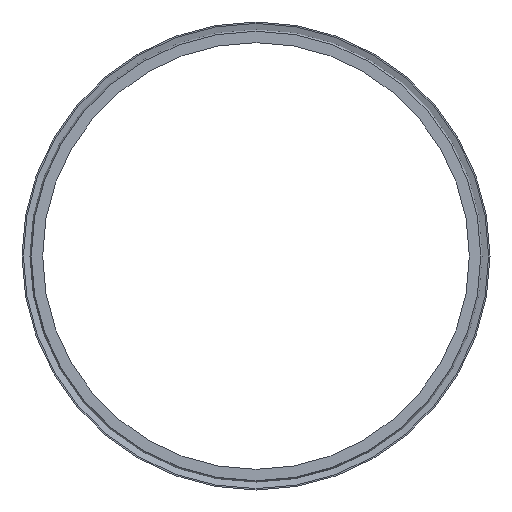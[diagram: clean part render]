
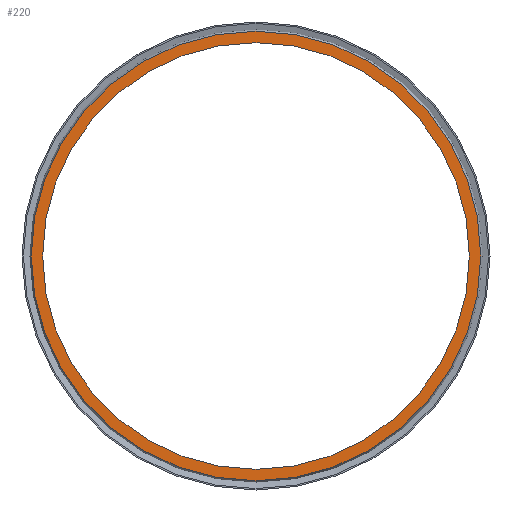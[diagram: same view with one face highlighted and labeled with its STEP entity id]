
A CAD part, left-side view. The second image highlights one B-rep face of the part: STEP entity #220.
In plain terms, the highlighted planar face has unit normal (-1, 0, 0).
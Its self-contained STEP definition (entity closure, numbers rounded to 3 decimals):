
#12 = CARTESIAN_POINT ( 'NONE',  ( -1.6, 0., 0. ) ) ;
#43 = DIRECTION ( 'NONE',  ( -1., 0., 0. ) ) ;
#47 = DIRECTION ( 'NONE',  ( 1., 0., 0. ) ) ;
#49 = CARTESIAN_POINT ( 'NONE',  ( -1.6, 0., -82.165 ) ) ;
#78 = DIRECTION ( 'NONE',  ( 0., 0., -1. ) ) ;
#80 = CARTESIAN_POINT ( 'NONE',  ( -1.6, 0., 0. ) ) ;
#84 = DIRECTION ( 'NONE',  ( -1., 0., 0. ) ) ;
#91 = FACE_BOUND ( 'NONE', #227, .T. ) ;
#96 = EDGE_CURVE ( 'NONE', #116, #116, #115, .T. ) ;
#98 = VERTEX_POINT ( 'NONE', #49 ) ;
#115 = CIRCLE ( 'NONE', #186, 78. ) ;
#116 = VERTEX_POINT ( 'NONE', #124 ) ;
#124 = CARTESIAN_POINT ( 'NONE',  ( -1.6, 0., -78. ) ) ;
#142 = DIRECTION ( 'NONE',  ( 0., 0., -1. ) ) ;
#154 = PLANE ( 'NONE',  #234 ) ;
#157 = DIRECTION ( 'NONE',  ( 0., 0., 1. ) ) ;
#186 = AXIS2_PLACEMENT_3D ( 'NONE', #80, #47, #142 ) ;
#202 = ORIENTED_EDGE ( 'NONE', *, *, #96, .T. ) ;
#203 = FACE_OUTER_BOUND ( 'NONE', #236, .T. ) ;
#208 = CIRCLE ( 'NONE', #235, 82.165 ) ;
#210 = EDGE_CURVE ( 'NONE', #98, #98, #208, .T. ) ;
#220 = ADVANCED_FACE ( 'NONE', ( #91, #203 ), #154, .T. ) ;
#227 = EDGE_LOOP ( 'NONE', ( #202 ) ) ;
#234 = AXIS2_PLACEMENT_3D ( 'NONE', #242, #84, #157 ) ;
#235 = AXIS2_PLACEMENT_3D ( 'NONE', #12, #43, #78 ) ;
#236 = EDGE_LOOP ( 'NONE', ( #251 ) ) ;
#242 = CARTESIAN_POINT ( 'NONE',  ( -1.6, 80.082, 0. ) ) ;
#251 = ORIENTED_EDGE ( 'NONE', *, *, #210, .T. ) ;
